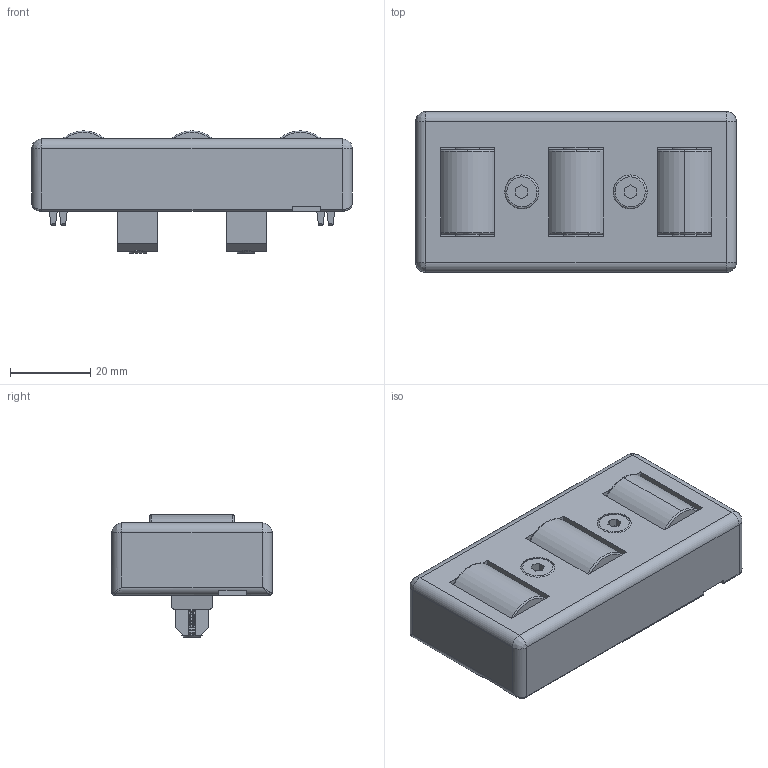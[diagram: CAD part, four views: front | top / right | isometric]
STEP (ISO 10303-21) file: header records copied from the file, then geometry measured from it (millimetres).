
FILE_DESCRIPTION (( 'STEP AP203' ), '1' );
FILE_NAME ('405801203_c_1.STEP', '2023-03-11T04:51:03', ( '' ), ( '' ), 'SwSTEP 2.0', 'SolidWorks 2014', '' );
FILE_SCHEMA (( 'CONFIG_CONTROL_DESIGN' ));
Length unit declared in the file: millimetre
Products named in the file (1): 405801203_c_1
Bounding box: 80 x 40 x 30.5 mm (x, y, z)
Volume: 59301.7 mm3; surface area: 12308.1 mm2
Topology: 1 solids, 1 shells, 401 faces, 1129 edges, 735 vertices
Faces by surface type: cone 153, plane 122, cylinder 101, bspline 25
Entity records: 13997 total; most frequent: CARTESIAN_POINT 3952, ORIENTED_EDGE 2242, DIRECTION 1951, EDGE_CURVE 1121, VERTEX_POINT 735, AXIS2_PLACEMENT_3D 734, LINE 483, VECTOR 483
